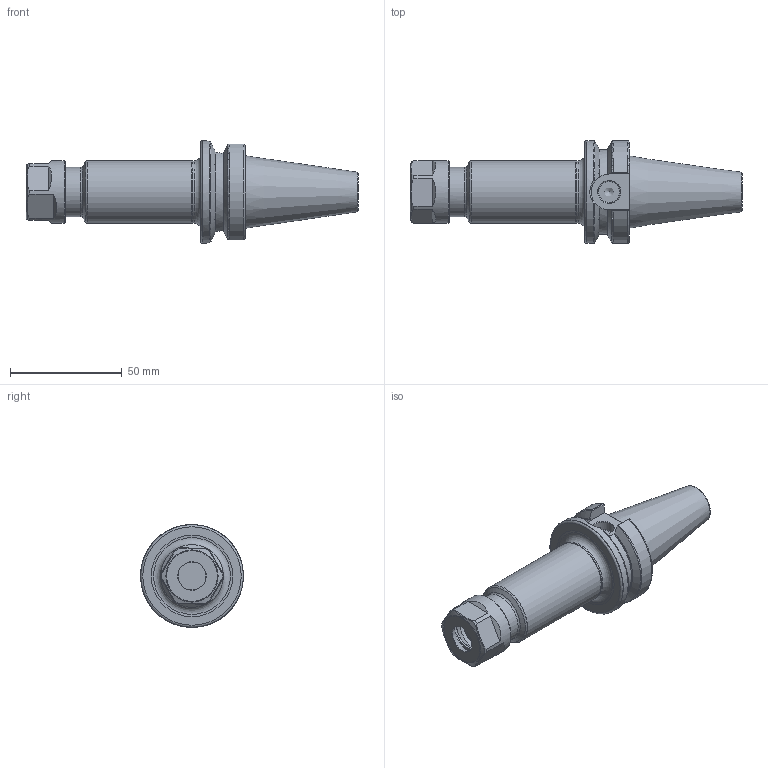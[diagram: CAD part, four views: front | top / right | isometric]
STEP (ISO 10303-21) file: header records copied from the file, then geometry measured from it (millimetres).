
FILE_DESCRIPTION(/* description */ (''),/* implementation_level */ '2;1');
FILE_NAME(/* name */ 'ABT30-ER-16-100.stp',/* time_stamp */ '2024-12-19T08:45:18+03:00',/* author */ (''),/* organization */ (''),/* preprocessor_version */ 'ST-DEVELOPER v19.4',/* originating_system */ 'SIEMENS PLM Software NX2306.3001',/* authorisation */ '');
FILE_SCHEMA (('AUTOMOTIVE_DESIGN { 1 0 10303 214 3 1 1 1 }'));
Length unit declared in the file: millimetre
Products named in the file (1): ABT30-ER-16-100-LIGHT_objects
Bounding box: 148.4 x 46 x 46 mm (x, y, z)
Volume: 95401.2 mm3; surface area: 18133.6 mm2
Topology: 1 solids, 1 shells, 112 faces, 287 edges, 184 vertices
Faces by surface type: plane 36, cone 29, torus 20, cylinder 19, bspline 8
Full cylindrical faces by diameter (mm): 4 x1, 10 x1, 12.502 x1, 16.6 x1, 20 x1, 20.5 x1, 22 x2, 27.8 x1, 28 x2, 46 x1
Entity records: 3693 total; most frequent: CARTESIAN_POINT 1263, ORIENTED_EDGE 472, DIRECTION 450, EDGE_CURVE 236, AXIS2_PLACEMENT_3D 200, VERTEX_POINT 173, EDGE_LOOP 158, ADVANCED_FACE 112
